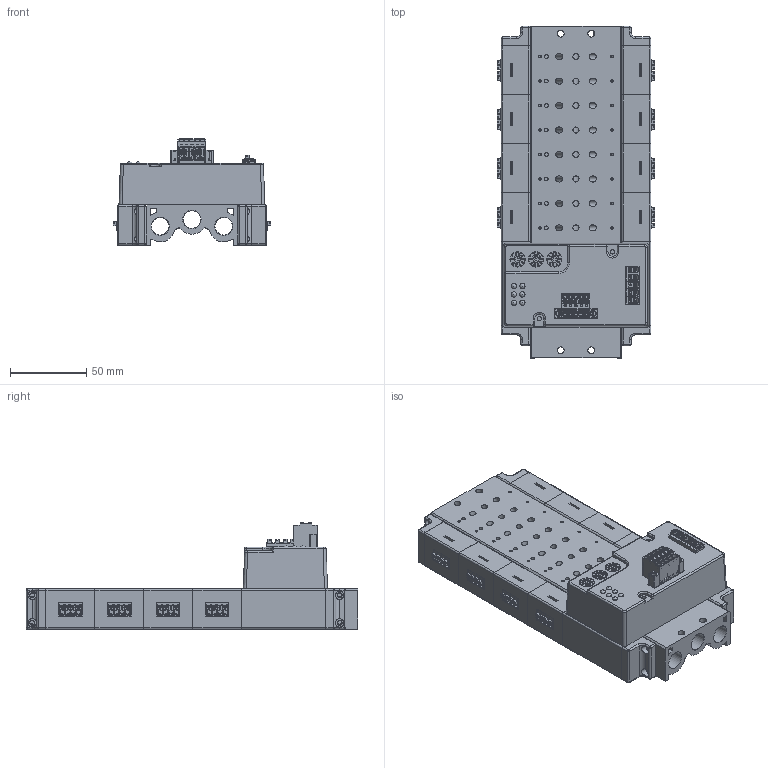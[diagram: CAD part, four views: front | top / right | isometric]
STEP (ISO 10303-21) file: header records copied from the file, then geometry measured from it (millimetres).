
FILE_DESCRIPTION(/* description */ (''),/* implementation_level */ '2;1');
FILE_NAME(/* name */ '',/* time_stamp */ '2025-06-12T16:30:00+08:00',/* author */ (''),/* organization */ (''),/* preprocessor_version */ 'ST-DEVELOPER v14',/* originating_system */ 'SIEMENS PLM Software NX 8.0',/* authorisation */ '');
FILE_SCHEMA (('AUTOMOTIVE_DESIGN { 1 0 10303 214 3 1 1 1 }'));
Products named in the file (1): DELL66702FEFqi86
Bounding box: 102.96 x 217 x 69.8 mm (x, y, z)
Volume: 535264.9 mm3; surface area: 150627.8 mm2
Topology: 2 solids, 70 shells, 6641 faces, 18923 edges, 12359 vertices
Faces by surface type: plane 4934, cylinder 1078, extrusion 275, cone 164, bspline 123, sphere 44, torus 23
Full cylindrical faces by diameter (mm): 1.6 x16, 1.8 x1, 2.5 x8, 2.8 x2, 3 x12, 3.021 x5, 3.15 x5, 3.2 x8, 3.221 x6, 3.5 x6, 4 x27, 4.5 x4, 5.5 x8, 9.6 x3, 10 x3, 11.5 x5, 11.8 x6
Entity records: 232695 total; most frequent: CARTESIAN_POINT 61065, ORIENTED_EDGE 37220, DIRECTION 32975, EDGE_CURVE 18610, VECTOR 14443, LINE 14168, VERTEX_POINT 12281, AXIS2_PLACEMENT_3D 9266
